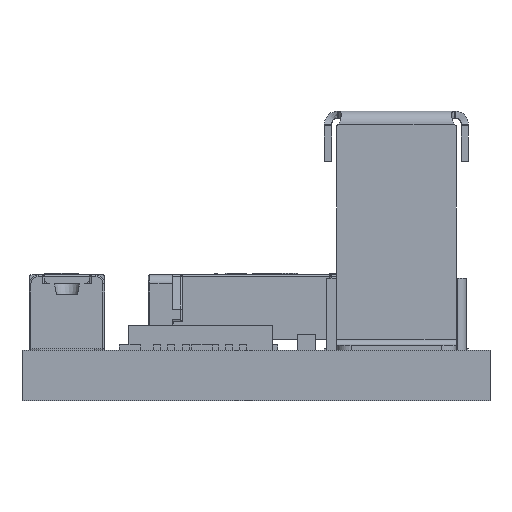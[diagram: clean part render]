
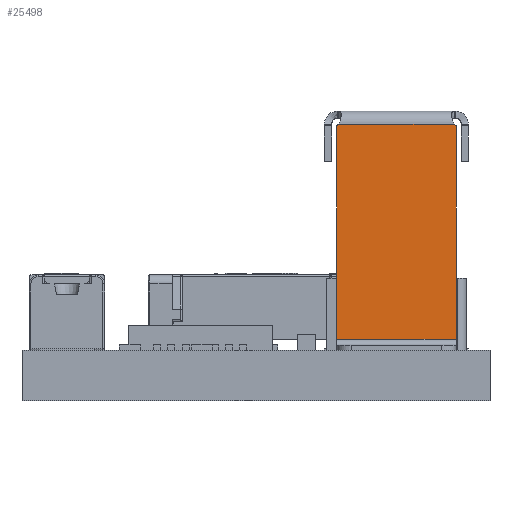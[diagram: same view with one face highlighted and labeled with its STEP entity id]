
A CAD part, front view. The second image highlights one B-rep face of the part: STEP entity #25498.
In plain terms, the highlighted planar face has unit normal (0, -1, 0).
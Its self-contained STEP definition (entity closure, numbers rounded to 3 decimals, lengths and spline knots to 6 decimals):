
#1232=CIRCLE('',#34346,0.0003);
#1233=CIRCLE('',#34349,0.0003);
#4707=ORIENTED_EDGE('',*,*,#10854,.T.);
#4708=ORIENTED_EDGE('',*,*,#10730,.T.);
#4709=ORIENTED_EDGE('',*,*,#10851,.T.);
#4710=ORIENTED_EDGE('',*,*,#10841,.T.);
#4711=ORIENTED_EDGE('',*,*,#10848,.T.);
#4712=ORIENTED_EDGE('',*,*,#10753,.T.);
#10730=EDGE_CURVE('',#13912,#13911,#16283,.T.);
#10753=EDGE_CURVE('',#13929,#13928,#16299,.T.);
#10841=EDGE_CURVE('',#13977,#13978,#16353,.T.);
#10848=EDGE_CURVE('',#13978,#13929,#1232,.T.);
#10851=EDGE_CURVE('',#13911,#13977,#1233,.T.);
#10854=EDGE_CURVE('',#13928,#13912,#16358,.T.);
#13911=VERTEX_POINT('',#44829);
#13912=VERTEX_POINT('',#44831);
#13928=VERTEX_POINT('',#44875);
#13929=VERTEX_POINT('',#44877);
#13977=VERTEX_POINT('',#45451);
#13978=VERTEX_POINT('',#45452);
#16283=LINE('',#44830,#18768);
#16299=LINE('',#44876,#18784);
#16353=LINE('',#45450,#18838);
#16358=LINE('',#45611,#18843);
#18768=VECTOR('',#38191,1.);
#18784=VECTOR('',#38233,1.);
#18838=VECTOR('',#38391,1.);
#18843=VECTOR('',#38420,1.);
#20757=EDGE_LOOP('',(#4707,#4708,#4709,#4710,#4711,#4712));
#22195=FACE_BOUND('',#20757,.T.);
#23294=PLANE('',#34355);
#25498=ADVANCED_FACE('',(#22195),#23294,.T.);
#34346=AXIS2_PLACEMENT_3D('',#45534,#38398,#38399);
#34349=AXIS2_PLACEMENT_3D('',#45603,#38405,#38406);
#34355=AXIS2_PLACEMENT_3D('',#45610,#38418,#38419);
#38191=DIRECTION('',(0.,0.,1.));
#38233=DIRECTION('',(0.,0.,-1.));
#38391=DIRECTION('',(-1.,0.,0.));
#38398=DIRECTION('',(0.,1.,0.));
#38399=DIRECTION('',(0.,0.,1.));
#38405=DIRECTION('',(0.,1.,0.));
#38406=DIRECTION('',(0.,0.,1.));
#38418=DIRECTION('',(0.,-1.,0.));
#38419=DIRECTION('',(-1.,0.,0.));
#38420=DIRECTION('',(1.,0.,0.));
#44829=CARTESIAN_POINT('',(0.005559,-0.002175,0.007742));
#44830=CARTESIAN_POINT('',(0.005559,-0.002175,0.00779));
#44831=CARTESIAN_POINT('',(0.005559,-0.002175,0.00181));
#44875=CARTESIAN_POINT('',(0.002241,-0.002175,0.00181));
#44876=CARTESIAN_POINT('',(0.002241,-0.002175,0.00779));
#44877=CARTESIAN_POINT('',(0.002241,-0.002175,0.007742));
#45450=CARTESIAN_POINT('',(0.0039,-0.002175,0.00779));
#45451=CARTESIAN_POINT('',(0.005507,-0.002175,0.00779));
#45452=CARTESIAN_POINT('',(0.002293,-0.002175,0.00779));
#45534=CARTESIAN_POINT('',(0.002065,-0.002175,0.007985));
#45603=CARTESIAN_POINT('',(0.005735,-0.002175,0.007985));
#45610=CARTESIAN_POINT('',(0.0039,-0.002175,0.007562));
#45611=CARTESIAN_POINT('',(0.003071,-0.002175,0.00181));
